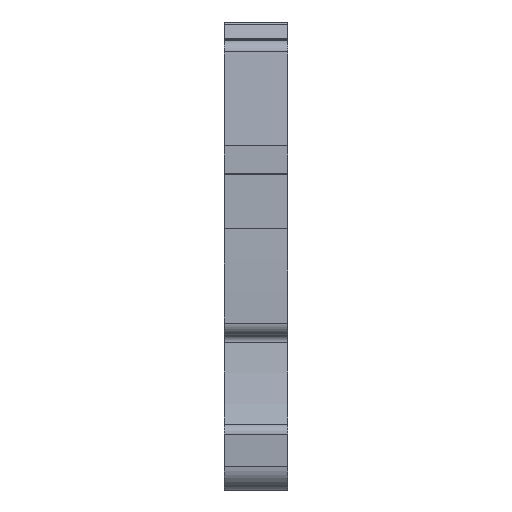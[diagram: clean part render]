
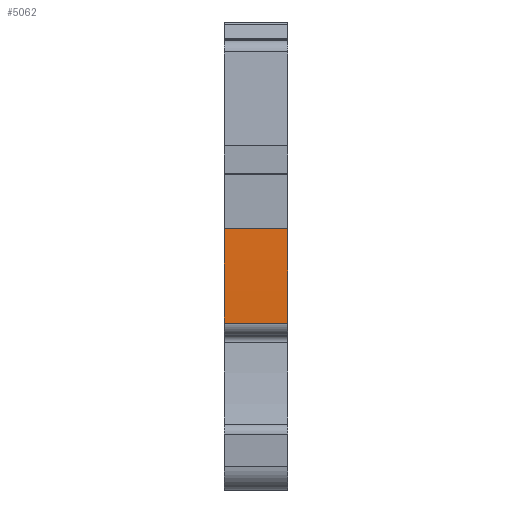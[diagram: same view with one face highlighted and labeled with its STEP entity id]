
A CAD part, front view. The second image highlights one B-rep face of the part: STEP entity #5062.
In plain terms, the highlighted cylindrical face has radius 154.9 mm (diameter 309.8 mm), a partial arc.
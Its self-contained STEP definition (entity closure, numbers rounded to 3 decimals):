
#5027=AXIS2_PLACEMENT_3D('Cylinder Axis2P3D',#5024,#5025,#5026) ;
#5031=AXIS2_PLACEMENT_3D('Circle Axis2P3D',#5029,#5030,$) ;
#5040=AXIS2_PLACEMENT_3D('Circle Axis2P3D',#5038,#5039,$) ;
#5045=AXIS2_PLACEMENT_3D('Circle Axis2P3D',#5043,#5044,$) ;
#5002=CARTESIAN_POINT('Vertex',(0.,1.538,21.05)) ;
#5005=CARTESIAN_POINT('Line Origine',(2.55,1.538,21.05)) ;
#5009=CARTESIAN_POINT('Vertex',(5.1,1.538,21.05)) ;
#5024=CARTESIAN_POINT('Axis2P3D Location',(2.55,156.387,17.05)) ;
#5029=CARTESIAN_POINT('Axis2P3D Location',(5.1,156.387,17.05)) ;
#5033=CARTESIAN_POINT('Vertex',(5.1,1.529,13.45)) ;
#5035=CARTESIAN_POINT('Vertex',(5.1,1.529,13.427)) ;
#5038=CARTESIAN_POINT('Axis2P3D Location',(5.1,156.387,17.05)) ;
#5043=CARTESIAN_POINT('Axis2P3D Location',(0.,156.387,17.05)) ;
#5047=CARTESIAN_POINT('Vertex',(0.,1.529,13.427)) ;
#5050=CARTESIAN_POINT('Line Origine',(2.55,1.529,13.427)) ;
#5006=DIRECTION('Vector Direction',(1.,0.,0.)) ;
#5025=DIRECTION('Axis2P3D Direction',(1.,0.,0.)) ;
#5026=DIRECTION('Axis2P3D XDirection',(0.,-0.993,0.118)) ;
#5030=DIRECTION('Axis2P3D Direction',(1.,0.,0.)) ;
#5039=DIRECTION('Axis2P3D Direction',(1.,0.,0.)) ;
#5044=DIRECTION('Axis2P3D Direction',(1.,0.,0.)) ;
#5051=DIRECTION('Vector Direction',(1.,0.,0.)) ;
#5007=VECTOR('Line Direction',#5006,1.) ;
#5052=VECTOR('Line Direction',#5051,1.) ;
#5056=ORIENTED_EDGE('',*,*,#5037,.F.) ;
#5057=ORIENTED_EDGE('',*,*,#5042,.F.) ;
#5058=ORIENTED_EDGE('',*,*,#5011,.F.) ;
#5059=ORIENTED_EDGE('',*,*,#5049,.T.) ;
#5060=ORIENTED_EDGE('',*,*,#5054,.T.) ;
#5062=ADVANCED_FACE('Hauptk\X2\00F6\X0\rper',(#5061),#5028,.T.) ;
#5032=CIRCLE('generated circle',#5031,154.9) ;
#5041=CIRCLE('generated circle',#5040,154.9) ;
#5046=CIRCLE('generated circle',#5045,154.9) ;
#5028=CYLINDRICAL_SURFACE('generated cylinder',#5027,154.9) ;
#5011=EDGE_CURVE('',#5003,#5010,#5008,.T.) ;
#5037=EDGE_CURVE('',#5034,#5036,#5032,.T.) ;
#5042=EDGE_CURVE('',#5010,#5034,#5041,.T.) ;
#5049=EDGE_CURVE('',#5003,#5048,#5046,.T.) ;
#5054=EDGE_CURVE('',#5048,#5036,#5053,.T.) ;
#5055=EDGE_LOOP('',(#5056,#5057,#5058,#5059,#5060)) ;
#5061=FACE_OUTER_BOUND('',#5055,.T.) ;
#5008=LINE('Line',#5005,#5007) ;
#5053=LINE('Line',#5050,#5052) ;
#5003=VERTEX_POINT('',#5002) ;
#5010=VERTEX_POINT('',#5009) ;
#5034=VERTEX_POINT('',#5033) ;
#5036=VERTEX_POINT('',#5035) ;
#5048=VERTEX_POINT('',#5047) ;
